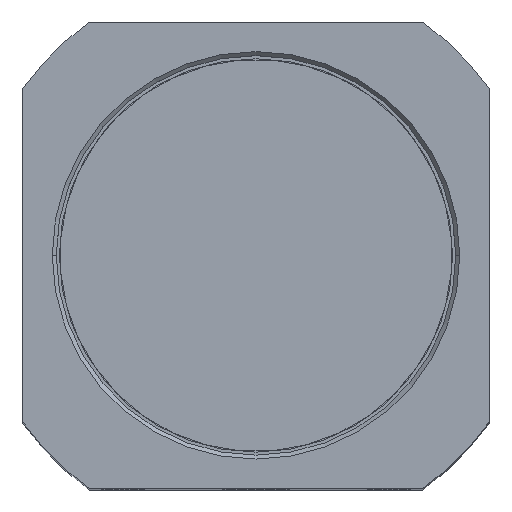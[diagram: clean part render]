
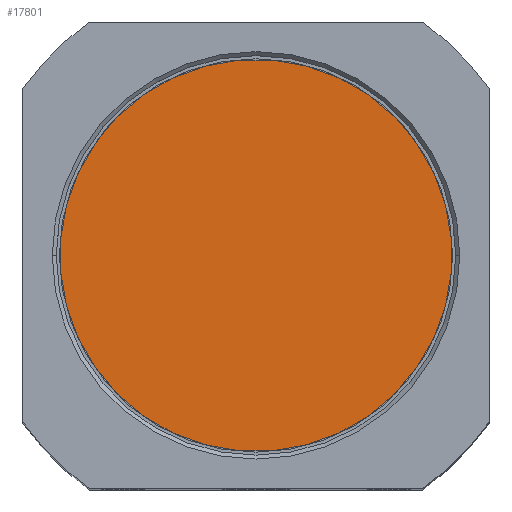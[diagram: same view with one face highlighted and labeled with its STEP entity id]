
A CAD part, top view. The second image highlights one B-rep face of the part: STEP entity #17801.
In plain terms, the highlighted planar face has unit normal (0, 0, 1).
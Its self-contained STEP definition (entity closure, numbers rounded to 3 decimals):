
#17739=CARTESIAN_POINT('',(0.,0.,49.875));
#17740=DIRECTION('',(0.,0.,1.));
#17741=DIRECTION('',(-0.707,0.707,0.));
#17742=AXIS2_PLACEMENT_3D('',#17739,#17740,#17741);
#17744=CARTESIAN_POINT('',(0.,0.,49.875));
#17745=DIRECTION('',(0.,0.,1.));
#17746=DIRECTION('',(0.707,-0.707,0.));
#17747=AXIS2_PLACEMENT_3D('',#17744,#17745,#17746);
#17767=CARTESIAN_POINT('',(10.394,-10.394,49.875));
#17769=VERTEX_POINT('',#17767);
#17771=CARTESIAN_POINT('',(-10.394,10.394,49.875));
#17773=VERTEX_POINT('',#17771);
#17791=CARTESIAN_POINT('',(0.,0.,49.875));
#17792=DIRECTION('',(0.,0.,-1.));
#17793=DIRECTION('',(0.707,-0.707,0.));
#17794=AXIS2_PLACEMENT_3D('',#17791,#17792,#17793);
#17795=PLANE('',#17794);
#17796=ORIENTED_EDGE('',*,*,#17780,.F.);
#17798=ORIENTED_EDGE('',*,*,#17797,.F.);
#17799=EDGE_LOOP('',(#17796,#17798));
#17800=FACE_OUTER_BOUND('',#17799,.F.);
#17801=ADVANCED_FACE('',(#17800),#17795,.F.);
#17743=CIRCLE('',#17742,14.7);
#17748=CIRCLE('',#17747,14.7);
#17780=EDGE_CURVE('',#17773,#17769,#17743,.T.);
#17797=EDGE_CURVE('',#17769,#17773,#17748,.T.);
